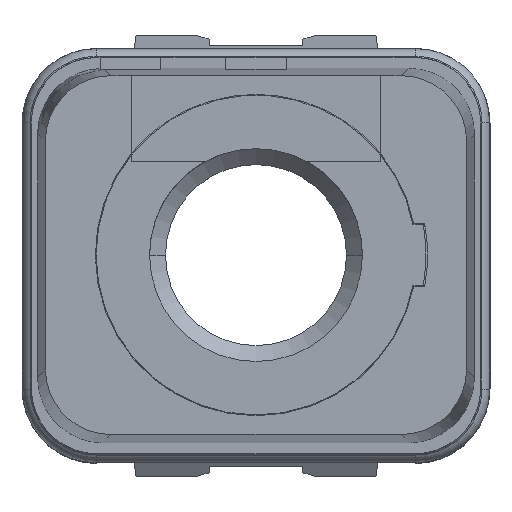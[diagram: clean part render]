
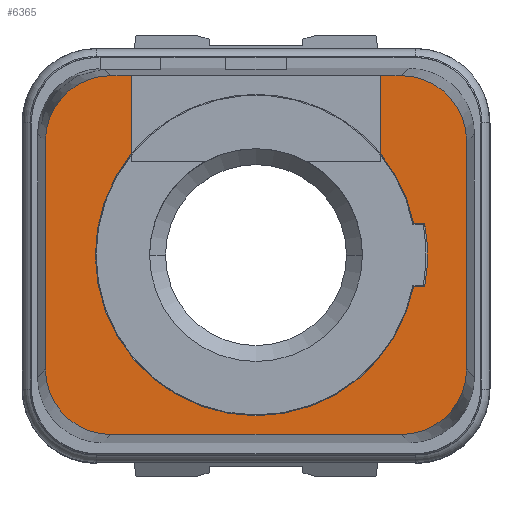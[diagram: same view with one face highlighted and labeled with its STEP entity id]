
A CAD part, top view. The second image highlights one B-rep face of the part: STEP entity #6365.
In plain terms, the highlighted planar face has unit normal (0, 0, 1).
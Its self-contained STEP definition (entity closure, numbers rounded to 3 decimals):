
#105=DIRECTION('',(0.,-1.,0.));
#106=VECTOR('',#105,2.506);
#107=CARTESIAN_POINT('',(-4.,5.75,10.12));
#108=LINE('',#107,#106);
#109=CARTESIAN_POINT('',(0.,0.,10.12));
#110=DIRECTION('',(0.,0.,1.));
#111=DIRECTION('',(-0.777,0.63,0.));
#112=AXIS2_PLACEMENT_3D('',#109,#110,#111);
#114=CARTESIAN_POINT('',(0.,0.,10.12));
#115=DIRECTION('',(0.,0.,1.));
#116=DIRECTION('',(0.,-1.,0.));
#117=AXIS2_PLACEMENT_3D('',#114,#115,#116);
#119=DIRECTION('',(1.,0.,0.));
#120=VECTOR('',#119,0.356);
#121=CARTESIAN_POINT('',(5.052,-1.,10.12));
#122=LINE('',#121,#120);
#123=CARTESIAN_POINT('',(0.,0.,10.12));
#124=DIRECTION('',(0.,0.,1.));
#125=DIRECTION('',(0.983,-0.182,0.));
#126=AXIS2_PLACEMENT_3D('',#123,#124,#125);
#128=DIRECTION('',(-1.,0.,0.));
#129=VECTOR('',#128,0.356);
#130=CARTESIAN_POINT('',(5.408,1.,10.12));
#131=LINE('',#130,#129);
#132=CARTESIAN_POINT('',(0.,0.,10.12));
#133=DIRECTION('',(0.,0.,1.));
#134=DIRECTION('',(0.981,0.194,0.));
#135=AXIS2_PLACEMENT_3D('',#132,#133,#134);
#137=DIRECTION('',(0.,-1.,0.));
#138=VECTOR('',#137,2.506);
#139=CARTESIAN_POINT('',(4.,5.75,10.12));
#140=LINE('',#139,#138);
#141=DIRECTION('',(-1.,0.,0.));
#142=VECTOR('',#141,0.65);
#143=CARTESIAN_POINT('',(4.65,5.75,10.12));
#144=LINE('',#143,#142);
#145=CARTESIAN_POINT('',(4.65,3.65,10.12));
#146=DIRECTION('',(0.,0.,1.));
#147=DIRECTION('',(1.,0.,0.));
#148=AXIS2_PLACEMENT_3D('',#145,#146,#147);
#150=DIRECTION('',(0.,1.,0.));
#151=VECTOR('',#150,7.3);
#152=CARTESIAN_POINT('',(6.75,-3.65,10.12));
#153=LINE('',#152,#151);
#154=CARTESIAN_POINT('',(4.65,-3.65,10.12));
#155=DIRECTION('',(0.,0.,1.));
#156=DIRECTION('',(0.,-1.,0.));
#157=AXIS2_PLACEMENT_3D('',#154,#155,#156);
#159=DIRECTION('',(1.,0.,0.));
#160=VECTOR('',#159,9.3);
#161=CARTESIAN_POINT('',(-4.65,-5.75,10.12));
#162=LINE('',#161,#160);
#163=CARTESIAN_POINT('',(-4.65,-3.65,10.12));
#164=DIRECTION('',(0.,0.,1.));
#165=DIRECTION('',(-1.,0.,0.));
#166=AXIS2_PLACEMENT_3D('',#163,#164,#165);
#168=DIRECTION('',(0.,-1.,0.));
#169=VECTOR('',#168,7.3);
#170=CARTESIAN_POINT('',(-6.75,3.65,10.12));
#171=LINE('',#170,#169);
#172=CARTESIAN_POINT('',(-4.65,3.65,10.12));
#173=DIRECTION('',(0.,0.,1.));
#174=DIRECTION('',(0.,1.,0.));
#175=AXIS2_PLACEMENT_3D('',#172,#173,#174);
#177=DIRECTION('',(-1.,0.,0.));
#178=VECTOR('',#177,0.65);
#179=CARTESIAN_POINT('',(-4.,5.75,10.12));
#180=LINE('',#179,#178);
#5139=CARTESIAN_POINT('',(-6.75,3.65,10.12));
#5140=CARTESIAN_POINT('',(-6.75,-3.65,10.12));
#5141=VERTEX_POINT('',#5139);
#5142=VERTEX_POINT('',#5140);
#5143=CARTESIAN_POINT('',(-4.65,-5.75,10.12));
#5144=VERTEX_POINT('',#5143);
#5145=CARTESIAN_POINT('',(4.65,-5.75,10.12));
#5146=VERTEX_POINT('',#5145);
#5147=CARTESIAN_POINT('',(6.75,-3.65,10.12));
#5148=VERTEX_POINT('',#5147);
#5149=CARTESIAN_POINT('',(6.75,3.65,10.12));
#5150=VERTEX_POINT('',#5149);
#5151=CARTESIAN_POINT('',(4.65,5.75,10.12));
#5152=VERTEX_POINT('',#5151);
#5153=CARTESIAN_POINT('',(-4.65,5.75,10.12));
#5154=VERTEX_POINT('',#5153);
#5405=CARTESIAN_POINT('',(5.052,-1.,10.12));
#5406=CARTESIAN_POINT('',(5.408,-1.,10.12));
#5407=VERTEX_POINT('',#5405);
#5408=VERTEX_POINT('',#5406);
#5409=CARTESIAN_POINT('',(5.408,1.,10.12));
#5410=VERTEX_POINT('',#5409);
#5411=CARTESIAN_POINT('',(5.052,1.,10.12));
#5412=VERTEX_POINT('',#5411);
#5417=CARTESIAN_POINT('',(0.,-5.15,10.12));
#5418=VERTEX_POINT('',#5417);
#6180=CARTESIAN_POINT('',(-4.,5.75,10.12));
#6181=CARTESIAN_POINT('',(-4.,3.244,10.12));
#6182=VERTEX_POINT('',#6180);
#6183=VERTEX_POINT('',#6181);
#6184=CARTESIAN_POINT('',(4.,5.75,10.12));
#6185=CARTESIAN_POINT('',(4.,3.244,10.12));
#6186=VERTEX_POINT('',#6184);
#6187=VERTEX_POINT('',#6185);
#6327=CARTESIAN_POINT('',(0.,0.,10.12));
#6328=DIRECTION('',(0.,0.,1.));
#6329=DIRECTION('',(1.,0.,0.));
#6330=AXIS2_PLACEMENT_3D('',#6327,#6328,#6329);
#6331=PLANE('',#6330);
#6333=ORIENTED_EDGE('',*,*,#6332,.T.);
#6335=ORIENTED_EDGE('',*,*,#6334,.T.);
#6337=ORIENTED_EDGE('',*,*,#6336,.T.);
#6339=ORIENTED_EDGE('',*,*,#6338,.T.);
#6341=ORIENTED_EDGE('',*,*,#6340,.T.);
#6343=ORIENTED_EDGE('',*,*,#6342,.T.);
#6345=ORIENTED_EDGE('',*,*,#6344,.T.);
#6346=ORIENTED_EDGE('',*,*,#6313,.F.);
#6347=ORIENTED_EDGE('',*,*,#6288,.F.);
#6349=ORIENTED_EDGE('',*,*,#6348,.F.);
#6351=ORIENTED_EDGE('',*,*,#6350,.F.);
#6353=ORIENTED_EDGE('',*,*,#6352,.F.);
#6355=ORIENTED_EDGE('',*,*,#6354,.F.);
#6357=ORIENTED_EDGE('',*,*,#6356,.F.);
#6359=ORIENTED_EDGE('',*,*,#6358,.F.);
#6361=ORIENTED_EDGE('',*,*,#6360,.F.);
#6362=ORIENTED_EDGE('',*,*,#6270,.F.);
#6363=EDGE_LOOP('',(#6333,#6335,#6337,#6339,#6341,#6343,#6345,#6346,#6347,#6349,
#6351,#6353,#6355,#6357,#6359,#6361,#6362));
#6364=FACE_OUTER_BOUND('',#6363,.F.);
#6365=ADVANCED_FACE('',(#6364),#6331,.T.);
#113=CIRCLE('',#112,5.15);
#118=CIRCLE('',#117,5.15);
#127=CIRCLE('',#126,5.5);
#136=CIRCLE('',#135,5.15);
#149=CIRCLE('',#148,2.1);
#158=CIRCLE('',#157,2.1);
#167=CIRCLE('',#166,2.1);
#176=CIRCLE('',#175,2.1);
#6270=EDGE_CURVE('',#6182,#5154,#180,.T.);
#6288=EDGE_CURVE('',#5152,#6186,#144,.T.);
#6313=EDGE_CURVE('',#6186,#6187,#140,.T.);
#6332=EDGE_CURVE('',#6182,#6183,#108,.T.);
#6334=EDGE_CURVE('',#6183,#5418,#113,.T.);
#6336=EDGE_CURVE('',#5418,#5407,#118,.T.);
#6338=EDGE_CURVE('',#5407,#5408,#122,.T.);
#6340=EDGE_CURVE('',#5408,#5410,#127,.T.);
#6342=EDGE_CURVE('',#5410,#5412,#131,.T.);
#6344=EDGE_CURVE('',#5412,#6187,#136,.T.);
#6348=EDGE_CURVE('',#5150,#5152,#149,.T.);
#6350=EDGE_CURVE('',#5148,#5150,#153,.T.);
#6352=EDGE_CURVE('',#5146,#5148,#158,.T.);
#6354=EDGE_CURVE('',#5144,#5146,#162,.T.);
#6356=EDGE_CURVE('',#5142,#5144,#167,.T.);
#6358=EDGE_CURVE('',#5141,#5142,#171,.T.);
#6360=EDGE_CURVE('',#5154,#5141,#176,.T.);
